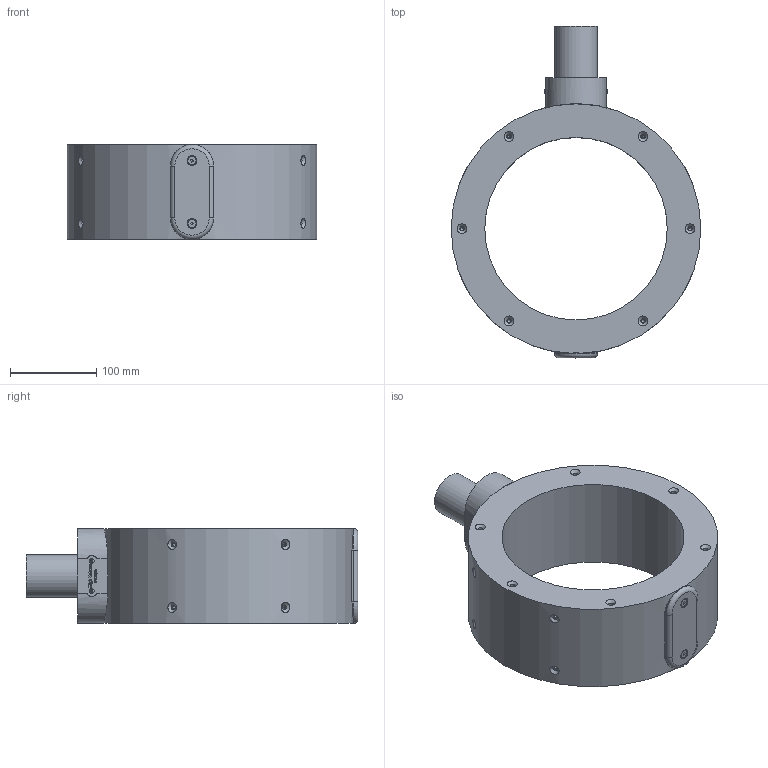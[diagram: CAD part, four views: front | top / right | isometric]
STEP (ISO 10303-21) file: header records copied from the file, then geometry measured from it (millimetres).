
FILE_DESCRIPTION (( 'STEP AP214' ), '1' );
FILE_NAME ('P-212-030-rev-G-SP.STEP', '2025-03-10T11:06:11', ( '' ), ( '' ), 'SwSTEP 2.0', 'SolidWorks 2024', '' );
FILE_SCHEMA (( 'AUTOMOTIVE_DESIGN' ));
Length unit declared in the file: millimetre
Products named in the file (1): P-212-030-rev-G-SP
Bounding box: 289.99 x 385.45 x 110.36 mm (x, y, z)
Volume: 3723024.5 mm3; surface area: 264660.9 mm2
Topology: 1 solids, 1 shells, 694 faces, 1795 edges, 1183 vertices
Faces by surface type: plane 353, bspline 206, cylinder 69, cone 60, sphere 4, torus 2
Full cylindrical faces by diameter (mm): 4.2 x20, 5.5 x20, 5.7 x4, 8.5 x6, 9.64 x2, 50 x1, 212 x1
Entity records: 32771 total; most frequent: CARTESIAN_POINT 16551, ORIENTED_EDGE 3200, DIRECTION 2328, EDGE_CURVE 1600, VERTEX_POINT 1102, VECTOR 982, LINE 982, EDGE_LOOP 890
